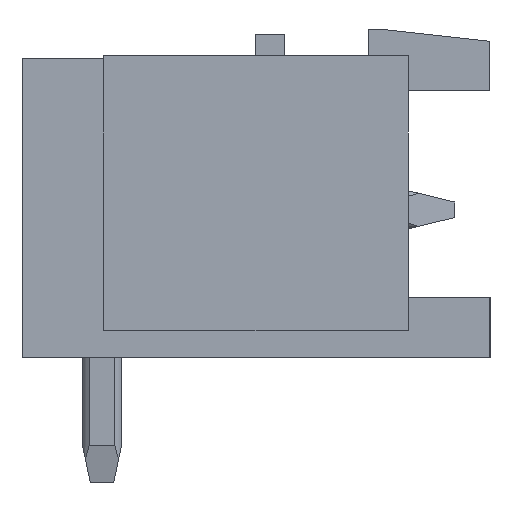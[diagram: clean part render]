
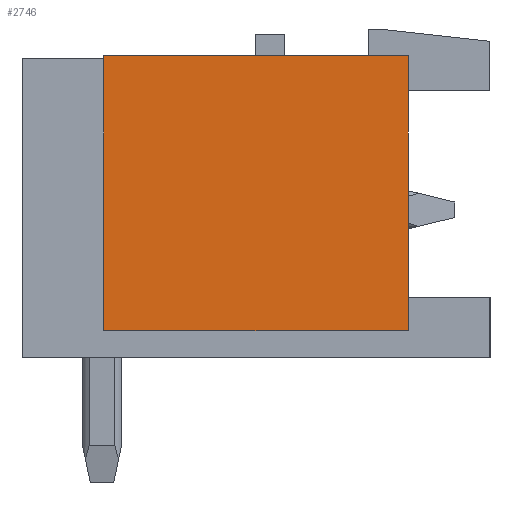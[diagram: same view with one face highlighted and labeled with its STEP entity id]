
A CAD part, left-side view. The second image highlights one B-rep face of the part: STEP entity #2746.
In plain terms, the highlighted planar face has unit normal (-1, 0, 0).
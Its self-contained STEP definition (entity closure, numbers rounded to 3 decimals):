
#2710=AXIS2_PLACEMENT_3D('Plane Axis2P3D',#2707,#2708,#2709) ;
#2707=CARTESIAN_POINT('Axis2P3D Location',(0.,2.1,0.)) ;
#2712=CARTESIAN_POINT('Line Origine',(0.,9.9,7.425)) ;
#2716=CARTESIAN_POINT('Vertex',(0.,9.9,3.9)) ;
#2718=CARTESIAN_POINT('Vertex',(0.,9.9,10.95)) ;
#2721=CARTESIAN_POINT('Line Origine',(0.,6.,3.9)) ;
#2725=CARTESIAN_POINT('Vertex',(0.,2.1,3.9)) ;
#2728=CARTESIAN_POINT('Line Origine',(0.,2.1,7.425)) ;
#2732=CARTESIAN_POINT('Vertex',(0.,2.1,10.95)) ;
#2735=CARTESIAN_POINT('Line Origine',(0.,6.,10.95)) ;
#2708=DIRECTION('Axis2P3D Direction',(1.,0.,0.)) ;
#2709=DIRECTION('Axis2P3D XDirection',(0.,1.,0.)) ;
#2713=DIRECTION('Vector Direction',(0.,0.,1.)) ;
#2722=DIRECTION('Vector Direction',(0.,1.,0.)) ;
#2729=DIRECTION('Vector Direction',(0.,0.,1.)) ;
#2736=DIRECTION('Vector Direction',(0.,1.,0.)) ;
#2714=VECTOR('Line Direction',#2713,1.) ;
#2723=VECTOR('Line Direction',#2722,1.) ;
#2730=VECTOR('Line Direction',#2729,1.) ;
#2737=VECTOR('Line Direction',#2736,1.) ;
#2741=ORIENTED_EDGE('',*,*,#2720,.F.) ;
#2742=ORIENTED_EDGE('',*,*,#2727,.T.) ;
#2743=ORIENTED_EDGE('',*,*,#2734,.T.) ;
#2744=ORIENTED_EDGE('',*,*,#2739,.F.) ;
#2746=ADVANCED_FACE('Housing',(#2745),#2711,.F.) ;
#2720=EDGE_CURVE('',#2717,#2719,#2715,.T.) ;
#2727=EDGE_CURVE('',#2717,#2726,#2724,.F.) ;
#2734=EDGE_CURVE('',#2726,#2733,#2731,.T.) ;
#2739=EDGE_CURVE('',#2719,#2733,#2738,.F.) ;
#2740=EDGE_LOOP('',(#2741,#2742,#2743,#2744)) ;
#2745=FACE_OUTER_BOUND('',#2740,.T.) ;
#2715=LINE('Line',#2712,#2714) ;
#2724=LINE('Line',#2721,#2723) ;
#2731=LINE('Line',#2728,#2730) ;
#2738=LINE('Line',#2735,#2737) ;
#2711=PLANE('',#2710) ;
#2717=VERTEX_POINT('',#2716) ;
#2719=VERTEX_POINT('',#2718) ;
#2726=VERTEX_POINT('',#2725) ;
#2733=VERTEX_POINT('',#2732) ;
